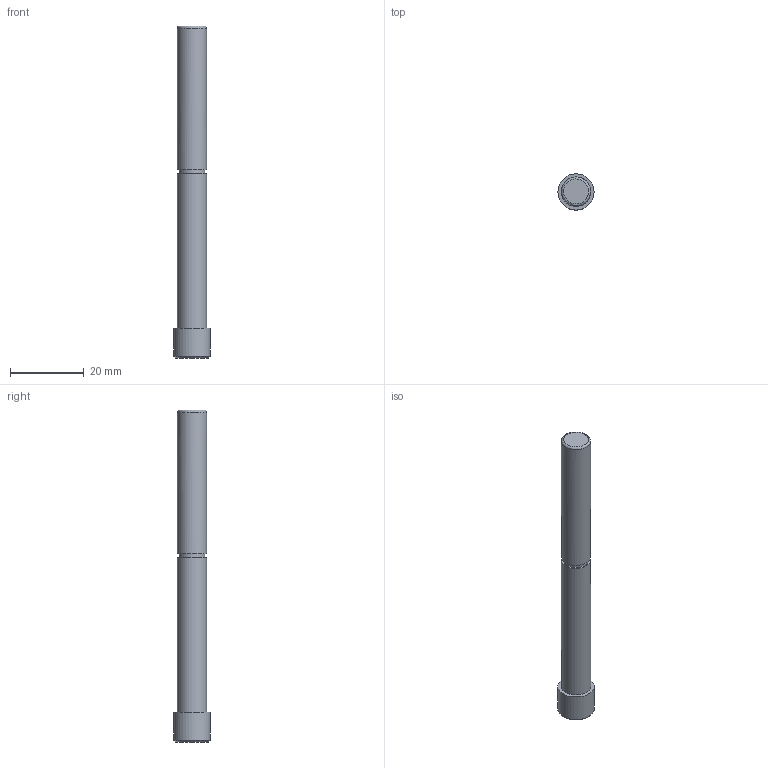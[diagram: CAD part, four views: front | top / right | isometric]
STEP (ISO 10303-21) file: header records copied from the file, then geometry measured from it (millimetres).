
FILE_DESCRIPTION(/* description */ (''),/* implementation_level */ '2;1');
FILE_NAME(/* name */ '66e1c47c-d6a3-485a-84ab-51ab75164af7.stp',/* time_stamp */ '2018-11-25T19:04:15+00:00',/* author */ ('emisnug'),/* organization */ (''),/* preprocessor_version */ 'ST-DEVELOPER v17.2',/* originating_system */ 'Autodesk Translation Framework v7.6.0.251',/* authorisation */ '');
FILE_SCHEMA (('AUTOMOTIVE_DESIGN { 1 0 10303 214 3 1 1 }'));
Length unit declared in the file: millimetre
Products named in the file (1): Shaft
Bounding box: 9.8 x 9.8 x 90 mm (x, y, z)
Volume: 4567.1 mm3; surface area: 2464.6 mm2
Topology: 1 solids, 1 shells, 16 faces, 31 edges, 21 vertices
Faces by surface type: plane 8, cylinder 6, cone 1, bspline 1
Full cylindrical faces by diameter (mm): 7 x1, 7.898 x2, 9.8 x1
Entity records: 630 total; most frequent: CARTESIAN_POINT 269, DIRECTION 67, ORIENTED_EDGE 62, EDGE_CURVE 31, AXIS2_PLACEMENT_3D 27, VERTEX_POINT 21, EDGE_LOOP 20, FACE_OUTER_BOUND 16
